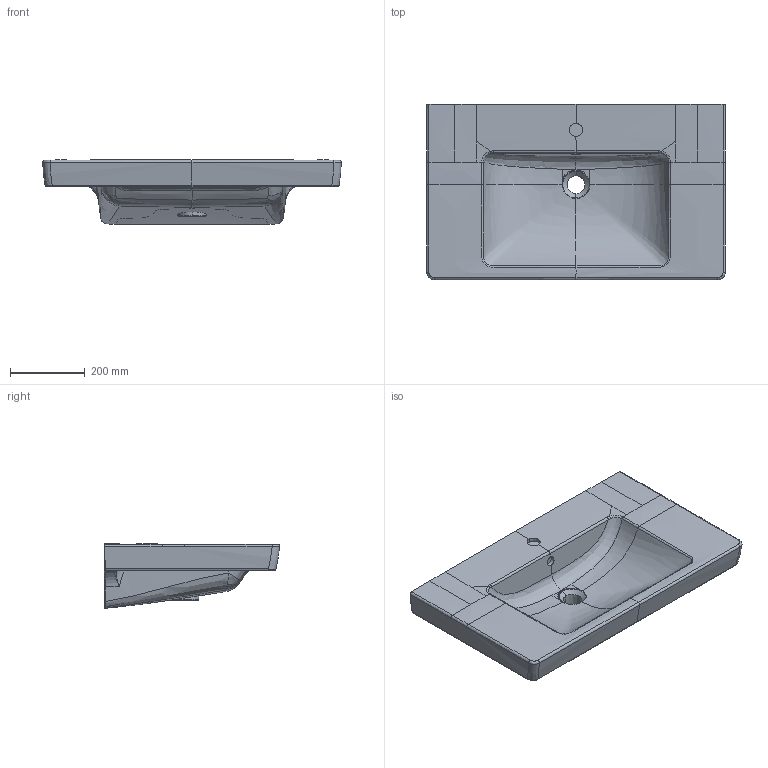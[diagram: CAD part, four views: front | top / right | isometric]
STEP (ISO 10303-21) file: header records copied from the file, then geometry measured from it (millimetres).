
FILE_DESCRIPTION(/* description */ (''),/* implementation_level */ '2;1');
FILE_NAME(/* name */ '717580_Subway2.0_WT80.stp',/* time_stamp */ '2018-11-19T14:10:04+01:00',/* author */ (''),/* organization */ (''),/* preprocessor_version */ 'ST-DEVELOPER v16',/* originating_system */ 'SIEMENS PLM Software NX 10.0',/* authorisation */ '');
FILE_SCHEMA (('AUTOMOTIVE_DESIGN { 1 0 10303 214 3 1 1 1 }'));
Length unit declared in the file: millimetre
Products named in the file (1): Sier0A7417F9ff68
Bounding box: 800.01 x 470.04 x 173.43 mm (x, y, z)
Volume: 27593900.1 mm3; surface area: 1092819.7 mm2
Topology: 1 solids, 1 shells, 176 faces, 451 edges, 266 vertices
Faces by surface type: bspline 118, cylinder 29, plane 17, extrusion 6, torus 2, sphere 2, cone 2
Full cylindrical faces by diameter (mm): 25 x1
Entity records: 20926 total; most frequent: CARTESIAN_POINT 17796, ORIENTED_EDGE 878, EDGE_CURVE 439, DIRECTION 300, B_SPLINE_CURVE_WITH_KNOTS 288, VERTEX_POINT 265, EDGE_LOOP 178, ADVANCED_FACE 176
